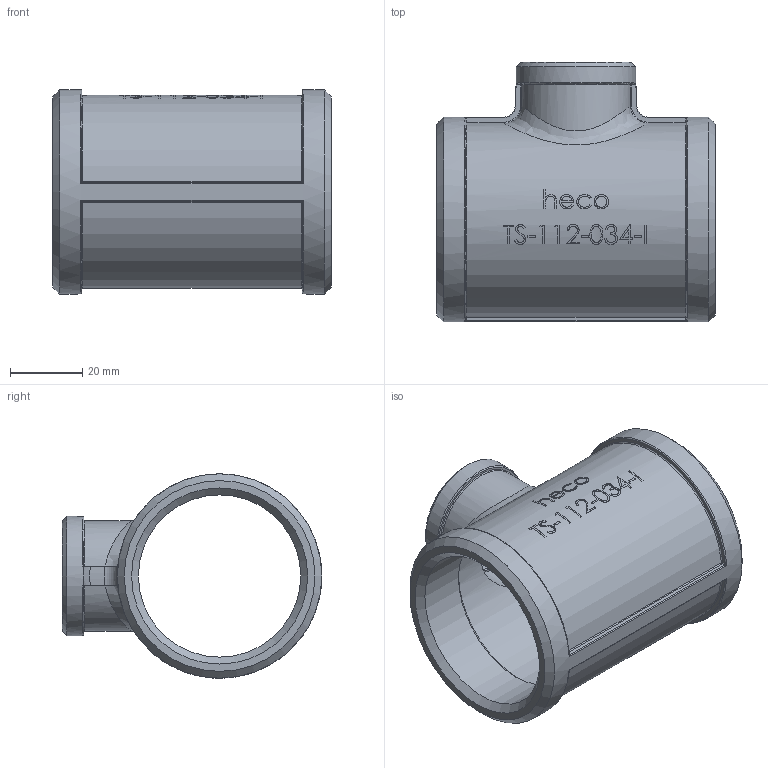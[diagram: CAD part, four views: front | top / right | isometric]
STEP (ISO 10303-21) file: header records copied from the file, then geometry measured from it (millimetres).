
FILE_DESCRIPTION (( 'STEP AP214' ), '1' );
FILE_NAME ('heco_TS-112-034-I.STEP', '2016-06-27T12:34:59', ( '' ), ( '' ), 'SwSTEP 2.0', 'SolidWorks 2011', '' );
FILE_SCHEMA (( 'AUTOMOTIVE_DESIGN' ));
Length unit declared in the file: millimetre
Products named in the file (1): heco_TS-112-034-I
Bounding box: 77 x 71.75 x 56.5 mm (x, y, z)
Volume: 46661.5 mm3; surface area: 29181.1 mm2
Topology: 1 solids, 1 shells, 287 faces, 720 edges, 454 vertices
Faces by surface type: bspline 115, plane 80, cylinder 57, torus 14, sphere 12, cone 9
Full cylindrical faces by diameter (mm): 24.117 x1, 25.7 x1, 33 x1, 44.845 x2, 48.7 x1, 56.5 x1
Entity records: 25683 total; most frequent: CARTESIAN_POINT 18580, ORIENTED_EDGE 1386, DIRECTION 809, EDGE_CURVE 693, VERTEX_POINT 448, B_SPLINE_CURVE_WITH_KNOTS 375, EDGE_LOOP 331, AXIS2_PLACEMENT_3D 318
